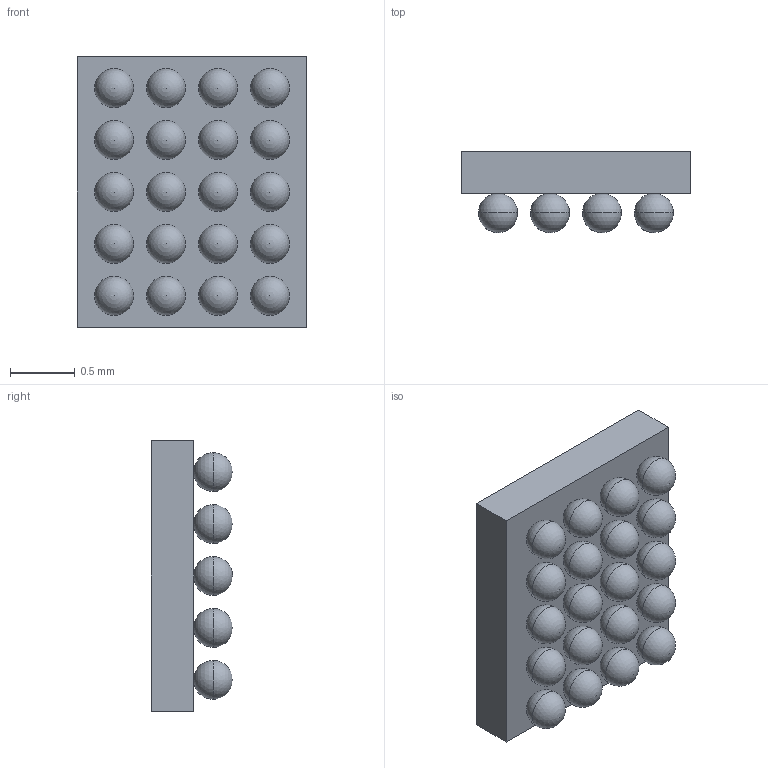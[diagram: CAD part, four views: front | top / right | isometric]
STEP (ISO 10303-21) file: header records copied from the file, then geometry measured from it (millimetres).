
FILE_DESCRIPTION (( 'STEP AP214' ), '1' );
FILE_NAME ('YFF20.STEP', '2020-08-06T11:22:46', ( '' ), ( '' ), 'SwSTEP 2.0', 'SolidWorks 2017', '' );
FILE_SCHEMA (( 'AUTOMOTIVE_DESIGN' ));
Length unit declared in the file: millimetre
Products named in the file (1): YFF20
Bounding box: 1.77 x 0.62 x 2.09 mm (x, y, z)
Volume: 1.5 mm3; surface area: 15.5 mm2
Topology: 21 solids, 21 shells, 46 faces, 152 edges, 108 vertices
Faces by surface type: sphere 40, plane 6
Entity records: 1236 total; most frequent: DIRECTION 186, CARTESIAN_POINT 147, ORIENTED_EDGE 104, AXIS2_PLACEMENT_3D 87, EDGE_CURVE 52, VERTEX_POINT 48, FACE_OUTER_BOUND 46, EDGE_LOOP 46
